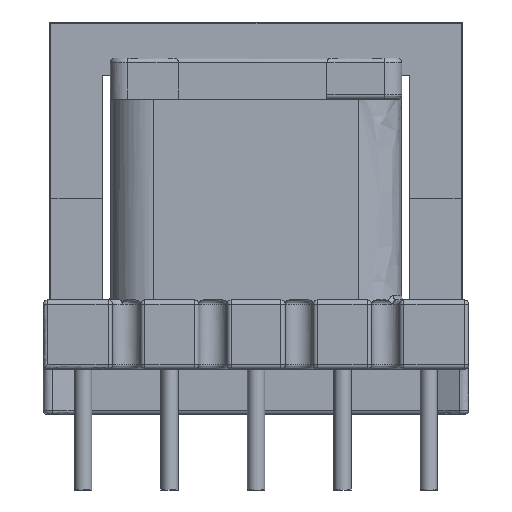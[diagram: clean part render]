
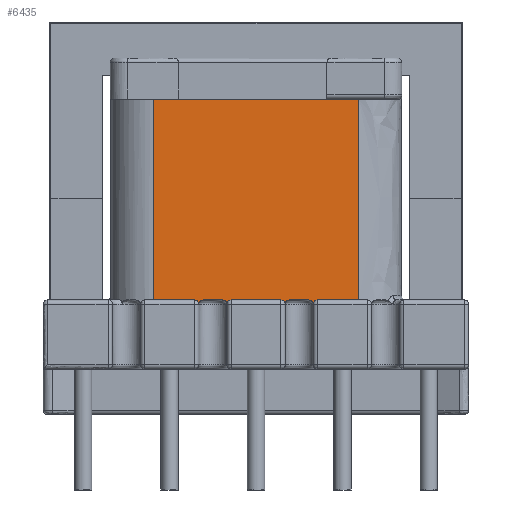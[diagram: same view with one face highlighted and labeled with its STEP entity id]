
A CAD part, front view. The second image highlights one B-rep face of the part: STEP entity #6435.
In plain terms, the highlighted free-form (B-spline) face has degree [1, 1] with [2, 2] control points.
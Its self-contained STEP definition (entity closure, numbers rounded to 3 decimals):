
#1413 = VERTEX_POINT('',#1414);
#1414 = CARTESIAN_POINT('',(-6.837,-8.66,
    14.867));
#1420 = EDGE_CURVE('',#1413,#1421,#1423,.T.);
#1421 = VERTEX_POINT('',#1422);
#1422 = CARTESIAN_POINT('',(-5.191,-8.66,
    14.867));
#1423 = B_SPLINE_CURVE_WITH_KNOTS('',1,(#1424,#1425),.UNSPECIFIED.,.F.,
  .F.,(2,2),(-9.474,-8.333),.PIECEWISE_BEZIER_KNOTS.);
#1424 = CARTESIAN_POINT('',(-6.837,-8.66,
    14.867));
#1425 = CARTESIAN_POINT('',(-5.191,-8.66,
    14.867));
#1931 = VERTEX_POINT('',#1932);
#1932 = CARTESIAN_POINT('',(6.837,-8.66,
    1.443));
#1938 = EDGE_CURVE('',#1939,#1931,#1941,.T.);
#1939 = VERTEX_POINT('',#1940);
#1940 = CARTESIAN_POINT('',(4.114,-8.66,
    1.443));
#1941 = B_SPLINE_CURVE_WITH_KNOTS('',1,(#1942,#1943),.UNSPECIFIED.,.F.,
  .F.,(2,2),(-1.887,0.),.PIECEWISE_BEZIER_KNOTS.);
#1942 = CARTESIAN_POINT('',(4.114,-8.66,
    1.443));
#1943 = CARTESIAN_POINT('',(6.837,-8.66,
    1.443));
#1958 = EDGE_CURVE('',#1959,#1961,#1963,.T.);
#1959 = VERTEX_POINT('',#1960);
#1960 = CARTESIAN_POINT('',(-1.66,-8.66,
    1.443));
#1961 = VERTEX_POINT('',#1962);
#1962 = CARTESIAN_POINT('',(1.66,-8.66,
    1.443));
#1963 = B_SPLINE_CURVE_WITH_KNOTS('',1,(#1964,#1965),.UNSPECIFIED.,.F.,
  .F.,(2,2),(-5.887,-3.587),.PIECEWISE_BEZIER_KNOTS.);
#1964 = CARTESIAN_POINT('',(-1.66,-8.66,
    1.443));
#1965 = CARTESIAN_POINT('',(1.66,-8.66,
    1.443));
#2004 = VERTEX_POINT('',#2005);
#2005 = CARTESIAN_POINT('',(-4.114,-8.66,
    1.443));
#2010 = EDGE_CURVE('',#2011,#2004,#2013,.T.);
#2011 = VERTEX_POINT('',#2012);
#2012 = CARTESIAN_POINT('',(-6.837,-8.66,
    1.443));
#2013 = B_SPLINE_CURVE_WITH_KNOTS('',1,(#2014,#2015),.UNSPECIFIED.,.F.,
  .F.,(2,2),(-9.474,-7.587),.PIECEWISE_BEZIER_KNOTS.);
#2014 = CARTESIAN_POINT('',(-6.837,-8.66,
    1.443));
#2015 = CARTESIAN_POINT('',(-4.114,-8.66,
    1.443));
#2056 = VERTEX_POINT('',#2057);
#2057 = CARTESIAN_POINT('',(4.741,-8.66,
    14.867));
#2062 = EDGE_CURVE('',#2056,#2063,#2065,.T.);
#2063 = VERTEX_POINT('',#2064);
#2064 = CARTESIAN_POINT('',(6.837,-8.66,
    14.867));
#2065 = B_SPLINE_CURVE_WITH_KNOTS('',1,(#2066,#2067),.UNSPECIFIED.,.F.,
  .F.,(2,2),(-1.452,0.),.PIECEWISE_BEZIER_KNOTS.);
#2066 = CARTESIAN_POINT('',(4.741,-8.66,
    14.867));
#2067 = CARTESIAN_POINT('',(6.837,-8.66,
    14.867));
#3705 = VERTEX_POINT('',#3706);
#3706 = CARTESIAN_POINT('',(-3.825,-8.66,
    1.155));
#3734 = VERTEX_POINT('',#3735);
#3735 = CARTESIAN_POINT('',(-1.949,-8.66,
    1.155));
#3887 = VERTEX_POINT('',#3888);
#3888 = CARTESIAN_POINT('',(1.949,-8.66,1.155
    ));
#3916 = VERTEX_POINT('',#3917);
#3917 = CARTESIAN_POINT('',(3.825,-8.66,
    1.155));
#5728 = VERTEX_POINT('',#5729);
#5729 = CARTESIAN_POINT('',(-2.237,-8.66,
    1.443));
#5734 = EDGE_CURVE('',#5735,#5728,#5737,.T.);
#5735 = VERTEX_POINT('',#5736);
#5736 = CARTESIAN_POINT('',(-3.536,-8.66,
    1.443));
#5737 = B_SPLINE_CURVE_WITH_KNOTS('',1,(#5738,#5739),.UNSPECIFIED.,.F.,
  .F.,(2,2),(-7.187,-6.287),.PIECEWISE_BEZIER_KNOTS.);
#5738 = CARTESIAN_POINT('',(-3.536,-8.66,
    1.443));
#5739 = CARTESIAN_POINT('',(-2.237,-8.66,
    1.443));
#5767 = VERTEX_POINT('',#5768);
#5768 = CARTESIAN_POINT('',(3.536,-8.66,
    1.443));
#5773 = EDGE_CURVE('',#5774,#5767,#5776,.T.);
#5774 = VERTEX_POINT('',#5775);
#5775 = CARTESIAN_POINT('',(2.237,-8.66,
    1.443));
#5776 = B_SPLINE_CURVE_WITH_KNOTS('',1,(#5777,#5778),.UNSPECIFIED.,.F.,
  .F.,(2,2),(-3.187,-2.287),.PIECEWISE_BEZIER_KNOTS.);
#5777 = CARTESIAN_POINT('',(2.237,-8.66,
    1.443));
#5778 = CARTESIAN_POINT('',(3.536,-8.66,
    1.443));
#5990 = EDGE_CURVE('',#2063,#1931,#5991,.T.);
#5991 = B_SPLINE_CURVE_WITH_KNOTS('',1,(#5992,#5993),.UNSPECIFIED.,.F.,
  .F.,(2,2),(-0.,9.3),.PIECEWISE_BEZIER_KNOTS.);
#5992 = CARTESIAN_POINT('',(6.837,-8.66,
    14.867));
#5993 = CARTESIAN_POINT('',(6.837,-8.66,
    1.443));
#6393 = EDGE_CURVE('',#1413,#2011,#6394,.T.);
#6394 = B_SPLINE_CURVE_WITH_KNOTS('',1,(#6395,#6396),.UNSPECIFIED.,.F.,
  .F.,(2,2),(-0.,9.3),.PIECEWISE_BEZIER_KNOTS.);
#6395 = CARTESIAN_POINT('',(-6.837,-8.66,
    14.867));
#6396 = CARTESIAN_POINT('',(-6.837,-8.66,
    1.443));
#6435 = ADVANCED_FACE('',(#6436),#6500,.F.);
#6436 = FACE_BOUND('',#6437,.T.);
#6437 = EDGE_LOOP('',(#6438,#6439,#6445,#6451,#6452,#6458,#6464,#6465,
    #6471,#6477,#6478,#6484,#6490,#6491,#6492,#6493,#6498,#6499));
#6438 = ORIENTED_EDGE('',*,*,#2010,.T.);
#6439 = ORIENTED_EDGE('',*,*,#6440,.T.);
#6440 = EDGE_CURVE('',#2004,#3705,#6441,.T.);
#6441 = ( BOUNDED_CURVE() B_SPLINE_CURVE(2,(#6442,#6443,#6444),
.UNSPECIFIED.,.F.,.F.) B_SPLINE_CURVE_WITH_KNOTS((3,3),(1.571,
3.142),.PIECEWISE_BEZIER_KNOTS.) CURVE() 
GEOMETRIC_REPRESENTATION_ITEM() RATIONAL_B_SPLINE_CURVE((1.,
0.707,1.)) REPRESENTATION_ITEM('') );
#6442 = CARTESIAN_POINT('',(-4.114,-8.66,
    1.443));
#6443 = CARTESIAN_POINT('',(-3.825,-8.66,
    1.443));
#6444 = CARTESIAN_POINT('',(-3.825,-8.66,
    1.155));
#6445 = ORIENTED_EDGE('',*,*,#6446,.T.);
#6446 = EDGE_CURVE('',#3705,#5735,#6447,.T.);
#6447 = ( BOUNDED_CURVE() B_SPLINE_CURVE(2,(#6448,#6449,#6450),
.UNSPECIFIED.,.F.,.F.) B_SPLINE_CURVE_WITH_KNOTS((3,3),(0.,
1.571),.PIECEWISE_BEZIER_KNOTS.) CURVE() 
GEOMETRIC_REPRESENTATION_ITEM() RATIONAL_B_SPLINE_CURVE((1.,
0.707,1.)) REPRESENTATION_ITEM('') );
#6448 = CARTESIAN_POINT('',(-3.825,-8.66,
    1.155));
#6449 = CARTESIAN_POINT('',(-3.825,-8.66,
    1.443));
#6450 = CARTESIAN_POINT('',(-3.536,-8.66,
    1.443));
#6451 = ORIENTED_EDGE('',*,*,#5734,.T.);
#6452 = ORIENTED_EDGE('',*,*,#6453,.T.);
#6453 = EDGE_CURVE('',#5728,#3734,#6454,.T.);
#6454 = ( BOUNDED_CURVE() B_SPLINE_CURVE(2,(#6455,#6456,#6457),
.UNSPECIFIED.,.F.,.F.) B_SPLINE_CURVE_WITH_KNOTS((3,3),(1.571,
3.142),.PIECEWISE_BEZIER_KNOTS.) CURVE() 
GEOMETRIC_REPRESENTATION_ITEM() RATIONAL_B_SPLINE_CURVE((1.,
0.707,1.)) REPRESENTATION_ITEM('') );
#6455 = CARTESIAN_POINT('',(-2.237,-8.66,
    1.443));
#6456 = CARTESIAN_POINT('',(-1.949,-8.66,
    1.443));
#6457 = CARTESIAN_POINT('',(-1.949,-8.66,
    1.155));
#6458 = ORIENTED_EDGE('',*,*,#6459,.T.);
#6459 = EDGE_CURVE('',#3734,#1959,#6460,.T.);
#6460 = ( BOUNDED_CURVE() B_SPLINE_CURVE(2,(#6461,#6462,#6463),
.UNSPECIFIED.,.F.,.F.) B_SPLINE_CURVE_WITH_KNOTS((3,3),(0.,
1.571),.PIECEWISE_BEZIER_KNOTS.) CURVE() 
GEOMETRIC_REPRESENTATION_ITEM() RATIONAL_B_SPLINE_CURVE((1.,
0.707,1.)) REPRESENTATION_ITEM('') );
#6461 = CARTESIAN_POINT('',(-1.949,-8.66,
    1.155));
#6462 = CARTESIAN_POINT('',(-1.949,-8.66,
    1.443));
#6463 = CARTESIAN_POINT('',(-1.66,-8.66,
    1.443));
#6464 = ORIENTED_EDGE('',*,*,#1958,.T.);
#6465 = ORIENTED_EDGE('',*,*,#6466,.T.);
#6466 = EDGE_CURVE('',#1961,#3887,#6467,.T.);
#6467 = ( BOUNDED_CURVE() B_SPLINE_CURVE(2,(#6468,#6469,#6470),
.UNSPECIFIED.,.F.,.F.) B_SPLINE_CURVE_WITH_KNOTS((3,3),(1.571,
3.142),.PIECEWISE_BEZIER_KNOTS.) CURVE() 
GEOMETRIC_REPRESENTATION_ITEM() RATIONAL_B_SPLINE_CURVE((1.,
0.707,1.)) REPRESENTATION_ITEM('') );
#6468 = CARTESIAN_POINT('',(1.66,-8.66,
    1.443));
#6469 = CARTESIAN_POINT('',(1.949,-8.66,1.443
    ));
#6470 = CARTESIAN_POINT('',(1.949,-8.66,1.155
    ));
#6471 = ORIENTED_EDGE('',*,*,#6472,.T.);
#6472 = EDGE_CURVE('',#3887,#5774,#6473,.T.);
#6473 = ( BOUNDED_CURVE() B_SPLINE_CURVE(2,(#6474,#6475,#6476),
.UNSPECIFIED.,.F.,.F.) B_SPLINE_CURVE_WITH_KNOTS((3,3),(0.,
1.571),.PIECEWISE_BEZIER_KNOTS.) CURVE() 
GEOMETRIC_REPRESENTATION_ITEM() RATIONAL_B_SPLINE_CURVE((1.,
0.707,1.)) REPRESENTATION_ITEM('') );
#6474 = CARTESIAN_POINT('',(1.949,-8.66,1.155
    ));
#6475 = CARTESIAN_POINT('',(1.949,-8.66,1.443
    ));
#6476 = CARTESIAN_POINT('',(2.237,-8.66,
    1.443));
#6477 = ORIENTED_EDGE('',*,*,#5773,.T.);
#6478 = ORIENTED_EDGE('',*,*,#6479,.T.);
#6479 = EDGE_CURVE('',#5767,#3916,#6480,.T.);
#6480 = ( BOUNDED_CURVE() B_SPLINE_CURVE(2,(#6481,#6482,#6483),
.UNSPECIFIED.,.F.,.F.) B_SPLINE_CURVE_WITH_KNOTS((3,3),(1.571,
3.142),.PIECEWISE_BEZIER_KNOTS.) CURVE() 
GEOMETRIC_REPRESENTATION_ITEM() RATIONAL_B_SPLINE_CURVE((1.,
0.707,1.)) REPRESENTATION_ITEM('') );
#6481 = CARTESIAN_POINT('',(3.536,-8.66,
    1.443));
#6482 = CARTESIAN_POINT('',(3.825,-8.66,
    1.443));
#6483 = CARTESIAN_POINT('',(3.825,-8.66,
    1.155));
#6484 = ORIENTED_EDGE('',*,*,#6485,.T.);
#6485 = EDGE_CURVE('',#3916,#1939,#6486,.T.);
#6486 = ( BOUNDED_CURVE() B_SPLINE_CURVE(2,(#6487,#6488,#6489),
.UNSPECIFIED.,.F.,.F.) B_SPLINE_CURVE_WITH_KNOTS((3,3),(0.,
1.571),.PIECEWISE_BEZIER_KNOTS.) CURVE() 
GEOMETRIC_REPRESENTATION_ITEM() RATIONAL_B_SPLINE_CURVE((1.,
0.707,1.)) REPRESENTATION_ITEM('') );
#6487 = CARTESIAN_POINT('',(3.825,-8.66,
    1.155));
#6488 = CARTESIAN_POINT('',(3.825,-8.66,
    1.443));
#6489 = CARTESIAN_POINT('',(4.114,-8.66,
    1.443));
#6490 = ORIENTED_EDGE('',*,*,#1938,.T.);
#6491 = ORIENTED_EDGE('',*,*,#5990,.F.);
#6492 = ORIENTED_EDGE('',*,*,#2062,.F.);
#6493 = ORIENTED_EDGE('',*,*,#6494,.F.);
#6494 = EDGE_CURVE('',#1421,#2056,#6495,.T.);
#6495 = B_SPLINE_CURVE_WITH_KNOTS('',1,(#6496,#6497),.UNSPECIFIED.,.F.,
  .F.,(2,2),(-8.333,-1.452),.PIECEWISE_BEZIER_KNOTS.);
#6496 = CARTESIAN_POINT('',(-5.191,-8.66,
    14.867));
#6497 = CARTESIAN_POINT('',(4.741,-8.66,
    14.867));
#6498 = ORIENTED_EDGE('',*,*,#1420,.F.);
#6499 = ORIENTED_EDGE('',*,*,#6393,.T.);
#6500 = B_SPLINE_SURFACE_WITH_KNOTS('',1,1,(
    (#6501,#6502)
    ,(#6503,#6504
    )),.UNSPECIFIED.,.F.,.F.,.F.,(2,2),(2,2),(-0.,9.474),(-9.5,
    0.),.PIECEWISE_BEZIER_KNOTS.);
#6501 = CARTESIAN_POINT('',(6.837,-8.66,
    1.155));
#6502 = CARTESIAN_POINT('',(6.837,-8.66,
    14.867));
#6503 = CARTESIAN_POINT('',(-6.837,-8.66,
    1.155));
#6504 = CARTESIAN_POINT('',(-6.837,-8.66,
    14.867));
